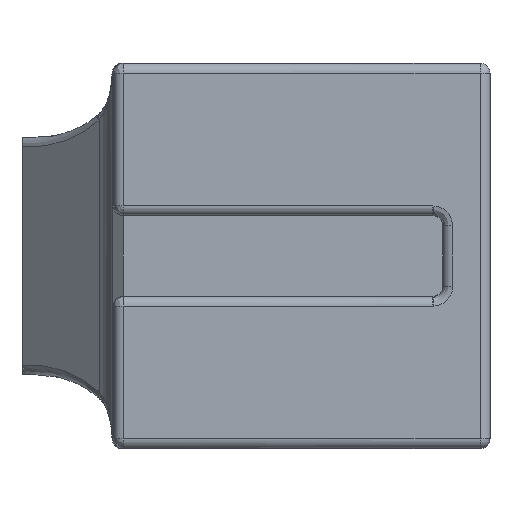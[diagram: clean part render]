
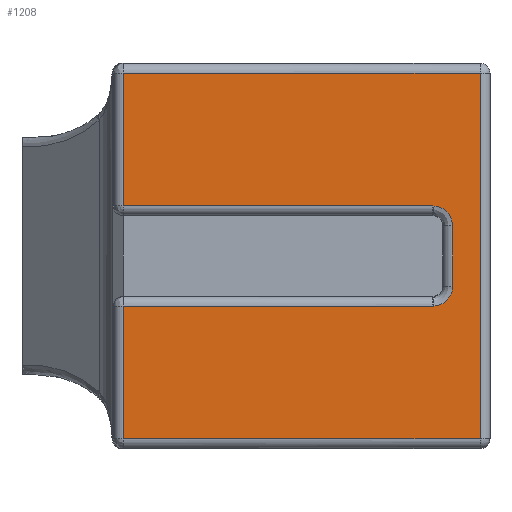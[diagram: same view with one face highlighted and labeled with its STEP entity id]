
A CAD part, left-side view. The second image highlights one B-rep face of the part: STEP entity #1208.
In plain terms, the highlighted planar face has unit normal (-1, 0, 0).
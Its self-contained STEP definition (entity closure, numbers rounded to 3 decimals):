
#47=PLANE('',#1310);
#70=LINE('',#1905,#148);
#76=LINE('',#1970,#154);
#78=LINE('',#2031,#156);
#80=LINE('',#2064,#158);
#82=LINE('',#2070,#160);
#83=LINE('',#2071,#161);
#84=LINE('',#2073,#162);
#85=LINE('',#2095,#163);
#148=VECTOR('',#1444,10.);
#154=VECTOR('',#1464,10.);
#156=VECTOR('',#1474,10.);
#158=VECTOR('',#1482,10.);
#160=VECTOR('',#1488,10.);
#161=VECTOR('',#1489,10.);
#162=VECTOR('',#1490,10.);
#163=VECTOR('',#1491,10.);
#267=FACE_OUTER_BOUND('',#348,.T.);
#348=EDGE_LOOP('',(#856,#857,#858,#859,#860,#861,#862,#863,#864,#865));
#494=B_SPLINE_CURVE_WITH_KNOTS('',3,(#2075,#2076,#2077,#2078,#2079,#2080,
#2081,#2082,#2083,#2084,#2085,#2086,#2087,#2088,#2089,#2090,#2091,#2092,
#2093),.UNSPECIFIED.,.F.,.F.,(4,1,1,1,1,1,1,1,1,1,1,1,1,1,2,4),(0.,
0.031,0.062,0.093,0.124,
0.14,0.155,0.171,0.186,
0.218,0.249,0.28,0.295,
0.303,0.311,0.311),.UNSPECIFIED.);
#495=B_SPLINE_CURVE_WITH_KNOTS('',3,(#2096,#2097,#2098,#2099,#2100,#2101,
#2102,#2103,#2104,#2105,#2106,#2107,#2108,#2109,#2110,#2111),
 .UNSPECIFIED.,.F.,.F.,(4,2,1,1,1,1,1,1,1,1,1,1,4),(0.,
0.,0.008,0.016,0.031,0.062,
0.093,0.124,0.155,0.186,
0.218,0.249,0.311),.UNSPECIFIED.);
#521=VERTEX_POINT('',#1877);
#523=VERTEX_POINT('',#1903);
#529=VERTEX_POINT('',#1969);
#532=VERTEX_POINT('',#2010);
#535=VERTEX_POINT('',#2029);
#538=VERTEX_POINT('',#2063);
#540=VERTEX_POINT('',#2069);
#541=VERTEX_POINT('',#2072);
#542=VERTEX_POINT('',#2074);
#543=VERTEX_POINT('',#2094);
#630=EDGE_CURVE('',#523,#521,#70,.T.);
#641=EDGE_CURVE('',#521,#529,#76,.T.);
#648=EDGE_CURVE('',#535,#532,#78,.T.);
#653=EDGE_CURVE('',#532,#538,#80,.T.);
#656=EDGE_CURVE('',#540,#523,#82,.T.);
#657=EDGE_CURVE('',#538,#540,#83,.T.);
#658=EDGE_CURVE('',#541,#535,#84,.T.);
#659=EDGE_CURVE('',#542,#541,#494,.T.);
#660=EDGE_CURVE('',#543,#542,#85,.T.);
#661=EDGE_CURVE('',#529,#543,#495,.T.);
#856=ORIENTED_EDGE('',*,*,#630,.F.);
#857=ORIENTED_EDGE('',*,*,#656,.F.);
#858=ORIENTED_EDGE('',*,*,#657,.F.);
#859=ORIENTED_EDGE('',*,*,#653,.F.);
#860=ORIENTED_EDGE('',*,*,#648,.F.);
#861=ORIENTED_EDGE('',*,*,#658,.F.);
#862=ORIENTED_EDGE('',*,*,#659,.F.);
#863=ORIENTED_EDGE('',*,*,#660,.F.);
#864=ORIENTED_EDGE('',*,*,#661,.F.);
#865=ORIENTED_EDGE('',*,*,#641,.F.);
#1208=ADVANCED_FACE('',(#267),#47,.T.);
#1310=AXIS2_PLACEMENT_3D('',#2068,#1486,#1487);
#1444=DIRECTION('',(0.,0.,1.));
#1464=DIRECTION('',(0.,-1.,0.));
#1474=DIRECTION('',(0.,0.,1.));
#1482=DIRECTION('',(0.,-1.,0.));
#1486=DIRECTION('center_axis',(-1.,0.,0.));
#1487=DIRECTION('ref_axis',(0.,-1.,0.));
#1488=DIRECTION('',(0.,1.,0.));
#1489=DIRECTION('',(0.,0.,-1.));
#1490=DIRECTION('',(0.,1.,0.));
#1491=DIRECTION('',(0.,0.,1.));
#1877=CARTESIAN_POINT('',(0.,37.301,14.5));
#1903=CARTESIAN_POINT('',(0.,37.301,1.));
#1905=CARTESIAN_POINT('',(0.,37.301,0.));
#1969=CARTESIAN_POINT('',(0.,5.8,14.5));
#1970=CARTESIAN_POINT('',(0.,21.55,14.5));
#2010=CARTESIAN_POINT('',(0.,37.301,38.2));
#2029=CARTESIAN_POINT('',(0.,37.301,24.7));
#2031=CARTESIAN_POINT('',(0.,37.301,0.));
#2063=CARTESIAN_POINT('',(0.,1.,38.2));
#2064=CARTESIAN_POINT('',(0.,28.725,38.2));
#2068=CARTESIAN_POINT('Origin',(0.,38.3,0.));
#2069=CARTESIAN_POINT('',(0.,1.,1.));
#2070=CARTESIAN_POINT('',(0.,28.725,1.));
#2071=CARTESIAN_POINT('',(0.,1.,0.));
#2072=CARTESIAN_POINT('',(0.,5.8,24.7));
#2073=CARTESIAN_POINT('',(0.,38.3,24.7));
#2074=CARTESIAN_POINT('',(0.,3.81,22.7));
#2075=CARTESIAN_POINT('Ctrl Pts',(0.,3.81,22.7));
#2076=CARTESIAN_POINT('Ctrl Pts',(0.,3.81,22.804));
#2077=CARTESIAN_POINT('Ctrl Pts',(0.,3.826,
23.012));
#2078=CARTESIAN_POINT('Ctrl Pts',(0.,3.9,
23.319));
#2079=CARTESIAN_POINT('Ctrl Pts',(0.,4.019,
23.607));
#2080=CARTESIAN_POINT('Ctrl Pts',(0.,4.157,
23.831));
#2081=CARTESIAN_POINT('Ctrl Pts',(0.,4.286,
23.995));
#2082=CARTESIAN_POINT('Ctrl Pts',(0.,4.392,
24.109));
#2083=CARTESIAN_POINT('Ctrl Pts',(0.,4.506,
24.215));
#2084=CARTESIAN_POINT('Ctrl Pts',(0.,4.671,
24.345));
#2085=CARTESIAN_POINT('Ctrl Pts',(0.,4.895,
24.482));
#2086=CARTESIAN_POINT('Ctrl Pts',(0.,5.183,
24.601));
#2087=CARTESIAN_POINT('Ctrl Pts',(0.,5.435,
24.662));
#2088=CARTESIAN_POINT('Ctrl Pts',(0.,5.615,
24.685));
#2089=CARTESIAN_POINT('Ctrl Pts',(0.,5.718,
24.694));
#2090=CARTESIAN_POINT('Ctrl Pts',(0.,5.77,
24.698));
#2091=CARTESIAN_POINT('Ctrl Pts',(0.,5.797,
24.7));
#2092=CARTESIAN_POINT('Ctrl Pts',(0.,5.799,24.7));
#2093=CARTESIAN_POINT('Ctrl Pts',(0.,5.8,24.7));
#2094=CARTESIAN_POINT('',(0.,3.81,16.5));
#2095=CARTESIAN_POINT('',(0.,3.81,11.85));
#2096=CARTESIAN_POINT('Ctrl Pts',(0.,5.8,14.5));
#2097=CARTESIAN_POINT('Ctrl Pts',(0.,5.799,14.5));
#2098=CARTESIAN_POINT('Ctrl Pts',(0.,5.797,
14.5));
#2099=CARTESIAN_POINT('Ctrl Pts',(0.,5.77,14.502));
#2100=CARTESIAN_POINT('Ctrl Pts',(0.,5.718,
14.506));
#2101=CARTESIAN_POINT('Ctrl Pts',(0.,5.615,
14.515));
#2102=CARTESIAN_POINT('Ctrl Pts',(0.,5.435,
14.538));
#2103=CARTESIAN_POINT('Ctrl Pts',(0.,5.183,
14.599));
#2104=CARTESIAN_POINT('Ctrl Pts',(0.,4.895,
14.718));
#2105=CARTESIAN_POINT('Ctrl Pts',(0.,4.626,
14.883));
#2106=CARTESIAN_POINT('Ctrl Pts',(0.,4.388,
15.087));
#2107=CARTESIAN_POINT('Ctrl Pts',(0.,4.184,
15.324));
#2108=CARTESIAN_POINT('Ctrl Pts',(0.,4.019,
15.593));
#2109=CARTESIAN_POINT('Ctrl Pts',(0.,3.86,
15.977));
#2110=CARTESIAN_POINT('Ctrl Pts',(0.,3.81,16.293));
#2111=CARTESIAN_POINT('Ctrl Pts',(0.,3.81,16.5));
